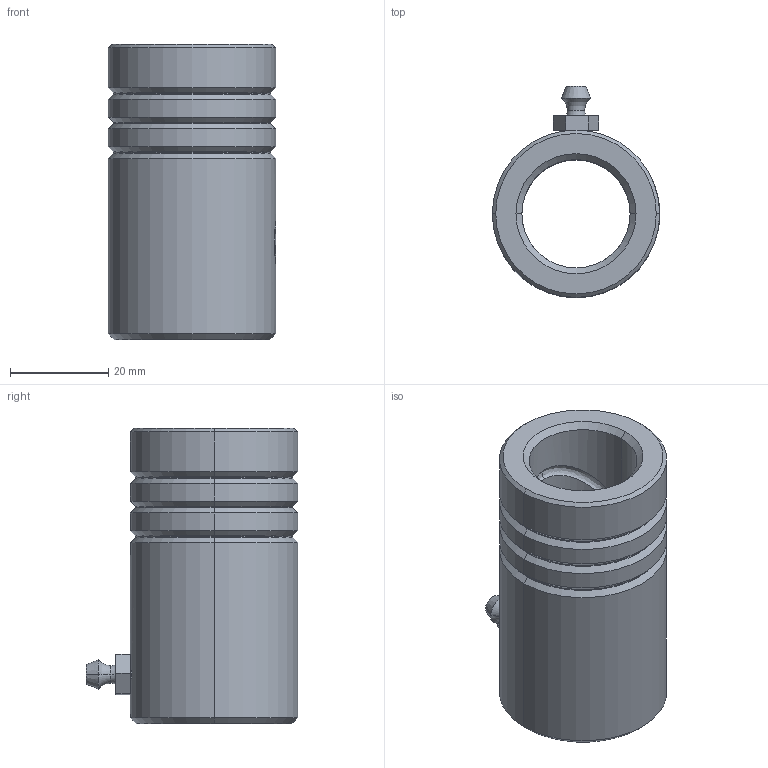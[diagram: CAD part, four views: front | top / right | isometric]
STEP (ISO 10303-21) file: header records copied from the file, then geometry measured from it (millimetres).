
FILE_DESCRIPTION (( 'STEP AP214' ), '1' );
FILE_NAME ('LXB-D34-d22-L60×é×°.STEP', '2021-09-27T07:11:37', ( '' ), ( '' ), 'SwSTEP 2.0', 'SolidWorks 2016', '' );
FILE_SCHEMA (( 'AUTOMOTIVE_DESIGN' ));
Length unit declared in the file: millimetre
Products named in the file (6): 蛁蚐郲; LXB-D34-d22-L60郪蚾; LXB-D34-d22-L60
Assembly tree (3 placements, depth 2):
  蛁蚐郲
  LXB-D34-d22-L60郪蚾
    LXB-D34-d22-L60
    蛁蚐郲
  LXB-D34-d22-L60郪蚾
    LXB-D34-d22-L60
Bounding box: 34 x 43 x 60 mm (x, y, z)
Volume: 30909.7 mm3; surface area: 12289.7 mm2
Topology: 2 solids, 2 shells, 93 faces, 222 edges, 136 vertices
Faces by surface type: cylinder 23, cone 20, torus 18, plane 18, bspline 14
Entity records: 6619 total; most frequent: CARTESIAN_POINT 4392, ORIENTED_EDGE 440, DIRECTION 420, EDGE_CURVE 220, AXIS2_PLACEMENT_3D 175, VERTEX_POINT 132, EDGE_LOOP 100, FACE_OUTER_BOUND 93
